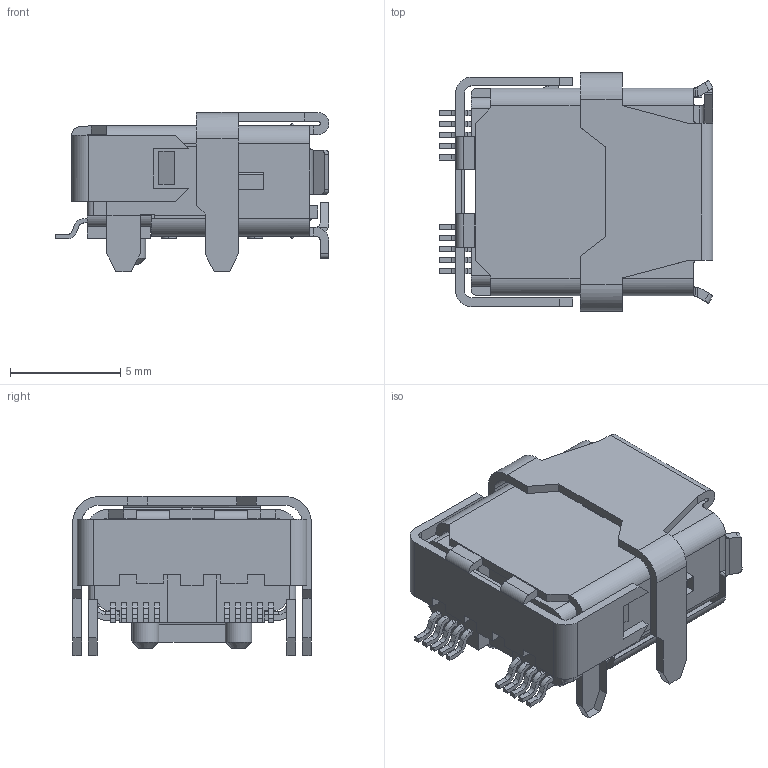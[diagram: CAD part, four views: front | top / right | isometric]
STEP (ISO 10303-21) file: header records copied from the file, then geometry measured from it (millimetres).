
FILE_DESCRIPTION(/* description */ (''),/* implementation_level */ '2;1');
FILE_NAME(/* name */ '100806957ugm000_c.stp',/* time_stamp */ '2020-11-18T15:33:47+01:00',/* author */ (''),/* organization */ (''),/* preprocessor_version */ 'ST-DEVELOPER v16.7',/* originating_system */ 'SIEMENS PLM Software NX 1911',/* authorisation */ '');
FILE_SCHEMA (('AUTOMOTIVE_DESIGN { 1 0 10303 214 3 1 1 1 }'));
Length unit declared in the file: millimetre
Products named in the file (1): 100806957ugm000_c
Bounding box: 12.4 x 10.8 x 7.2 mm (x, y, z)
Volume: 243.1 mm3; surface area: 1048.7 mm2
Topology: 1 solids, 2 shells, 587 faces, 1726 edges, 1153 vertices
Faces by surface type: plane 423, cylinder 158, cone 6
Entity records: 24202 total; most frequent: CARTESIAN_POINT 5885, ORIENTED_EDGE 3346, DIRECTION 2275, EDGE_CURVE 1726, VERTEX_POINT 1152, LINE 785, VECTOR 785, B_SPLINE_CURVE_WITH_KNOTS 784
